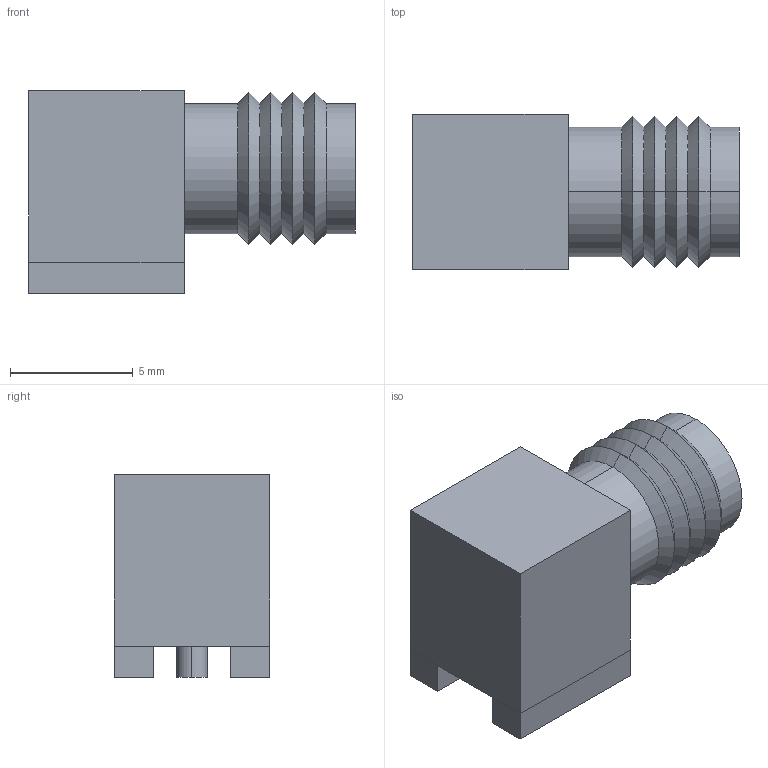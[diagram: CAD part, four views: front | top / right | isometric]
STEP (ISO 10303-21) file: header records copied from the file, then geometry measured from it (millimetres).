
FILE_DESCRIPTION((''),'2;1');
FILE_NAME('JOHNSON_142-0711-301.stp','2012-10-15T11:26:35',(''),(''),'Mechanical Desktop 2011','Mechanical Desktop 2011',', , ');
FILE_SCHEMA(('AUTOMOTIVE_DESIGN { 1 2 10303 214 1 1 1 1 }'));
Length unit declared in the file: millimetre
Products named in the file (1): Product
Bounding box: 13.34 x 6.35 x 8.26 mm (x, y, z)
Volume: 450.9 mm3; surface area: 676.9 mm2
Topology: 9 solids, 9 shells, 78 faces, 152 edges, 96 vertices
Faces by surface type: plane 36, cylinder 26, cone 16
Entity records: 2048 total; most frequent: DIRECTION 378, CARTESIAN_POINT 327, ORIENTED_EDGE 304, EDGE_CURVE 152, AXIS2_PLACEMENT_3D 147, VERTEX_POINT 96, EDGE_LOOP 86, VECTOR 84
